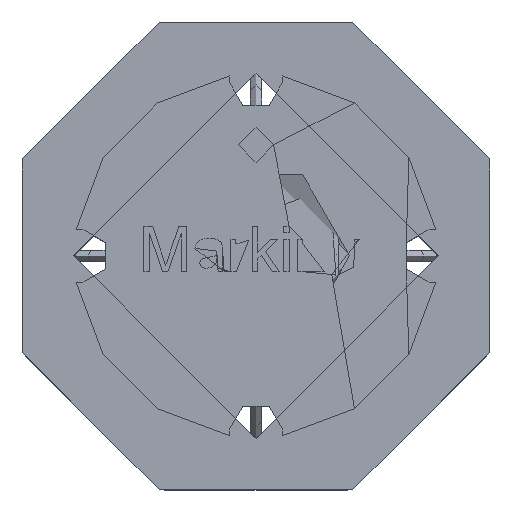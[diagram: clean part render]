
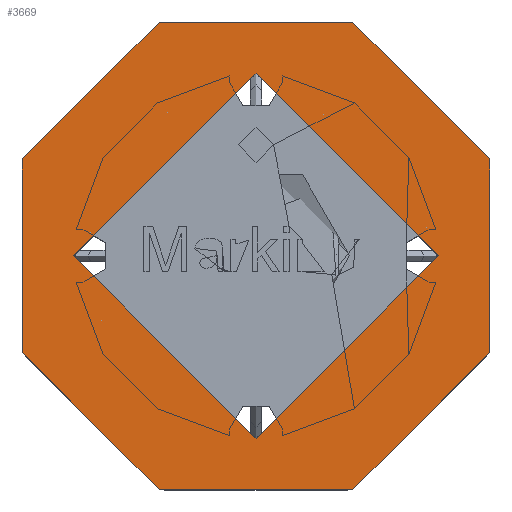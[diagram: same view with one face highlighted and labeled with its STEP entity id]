
A CAD part, top view. The second image highlights one B-rep face of the part: STEP entity #3669.
In plain terms, the highlighted planar face has unit normal (0, 0, 1).
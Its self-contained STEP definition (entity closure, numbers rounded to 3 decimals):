
#219=FACE_BOUND($,#662,.T.);
#267=CIRCLE($,#3924,3.125);
#422=FACE_OUTER_BOUND($,#661,.T.);
#661=EDGE_LOOP($,(#2496,#2497,#2498,#2499,#2500,#2501,#2502,#2503));
#662=EDGE_LOOP($,(#2504));
#949=LINE($,#5424,#1283);
#951=LINE($,#5428,#1285);
#952=LINE($,#5430,#1286);
#953=LINE($,#5432,#1287);
#954=LINE($,#5434,#1288);
#955=LINE($,#5436,#1289);
#956=LINE($,#5438,#1290);
#957=LINE($,#5439,#1291);
#1283=VECTOR($,#4314,3.314);
#1285=VECTOR($,#4318,3.314);
#1286=VECTOR($,#4319,3.314);
#1287=VECTOR($,#4320,3.314);
#1288=VECTOR($,#4321,3.314);
#1289=VECTOR($,#4322,3.314);
#1290=VECTOR($,#4323,3.314);
#1291=VECTOR($,#4324,3.314);
#1617=VERTEX_POINT($,#5421);
#1618=VERTEX_POINT($,#5423);
#1619=VERTEX_POINT($,#5427);
#1620=VERTEX_POINT($,#5429);
#1621=VERTEX_POINT($,#5431);
#1622=VERTEX_POINT($,#5433);
#1623=VERTEX_POINT($,#5435);
#1624=VERTEX_POINT($,#5437);
#1625=VERTEX_POINT($,#5440);
#1966=EDGE_CURVE($,#1618,#1617,#949,.T.);
#1968=EDGE_CURVE($,#1617,#1619,#951,.T.);
#1969=EDGE_CURVE($,#1619,#1620,#952,.T.);
#1970=EDGE_CURVE($,#1620,#1621,#953,.T.);
#1971=EDGE_CURVE($,#1621,#1622,#954,.T.);
#1972=EDGE_CURVE($,#1622,#1623,#955,.T.);
#1973=EDGE_CURVE($,#1623,#1624,#956,.T.);
#1974=EDGE_CURVE($,#1624,#1618,#957,.T.);
#1975=EDGE_CURVE($,#1625,#1625,#267,.T.);
#2496=ORIENTED_EDGE($,*,*,#1966,.T.);
#2497=ORIENTED_EDGE($,*,*,#1968,.T.);
#2498=ORIENTED_EDGE($,*,*,#1969,.T.);
#2499=ORIENTED_EDGE($,*,*,#1970,.T.);
#2500=ORIENTED_EDGE($,*,*,#1971,.T.);
#2501=ORIENTED_EDGE($,*,*,#1972,.T.);
#2502=ORIENTED_EDGE($,*,*,#1973,.T.);
#2503=ORIENTED_EDGE($,*,*,#1974,.T.);
#2504=ORIENTED_EDGE($,*,*,#1975,.T.);
#3549=PLANE($,#3923);
#3669=ADVANCED_FACE($,(#422,#219),#3549,.T.);
#3923=AXIS2_PLACEMENT_3D($,#5426,#4316,#4317);
#3924=AXIS2_PLACEMENT_3D($,#5441,#4325,#4326);
#4314=DIRECTION($,(-0.707,-0.707,0.));
#4316=DIRECTION('center_axis',(0.,0.,1.));
#4317=DIRECTION('ref_axis',(1.,0.,0.));
#4318=DIRECTION($,(0.,-1.,0.));
#4319=DIRECTION($,(0.707,-0.707,0.));
#4320=DIRECTION($,(1.,0.,0.));
#4321=DIRECTION($,(0.707,0.707,0.));
#4322=DIRECTION($,(0.,1.,0.));
#4323=DIRECTION($,(-0.707,0.707,0.));
#4324=DIRECTION($,(-1.,0.,0.));
#4325=DIRECTION('center_axis',(0.,0.,-1.));
#4326=DIRECTION('ref_axis',(1.,0.,0.));
#5421=CARTESIAN_POINT('',(-4.,1.657,3.2));
#5423=CARTESIAN_POINT('',(-1.657,4.,3.2));
#5424=CARTESIAN_POINT($,(-4.,1.657,3.2));
#5426=CARTESIAN_POINT('Origin',(-5.657,0.,
3.2));
#5427=CARTESIAN_POINT('',(-4.,-1.657,3.2));
#5428=CARTESIAN_POINT($,(-4.,1.657,3.2));
#5429=CARTESIAN_POINT('',(-1.657,-4.,3.2));
#5430=CARTESIAN_POINT($,(-4.,-1.657,3.2));
#5431=CARTESIAN_POINT('',(1.657,-4.,3.2));
#5432=CARTESIAN_POINT($,(1.657,-4.,3.2));
#5433=CARTESIAN_POINT('',(4.,-1.657,3.2));
#5434=CARTESIAN_POINT($,(4.,-1.657,3.2));
#5435=CARTESIAN_POINT('',(4.,1.657,3.2));
#5436=CARTESIAN_POINT($,(4.,1.657,3.2));
#5437=CARTESIAN_POINT('',(1.657,4.,3.2));
#5438=CARTESIAN_POINT($,(1.657,4.,3.2));
#5439=CARTESIAN_POINT($,(-1.657,4.,3.2));
#5440=CARTESIAN_POINT('',(3.125,0.,3.2));
#5441=CARTESIAN_POINT('Origin',(0.,0.,3.2));
